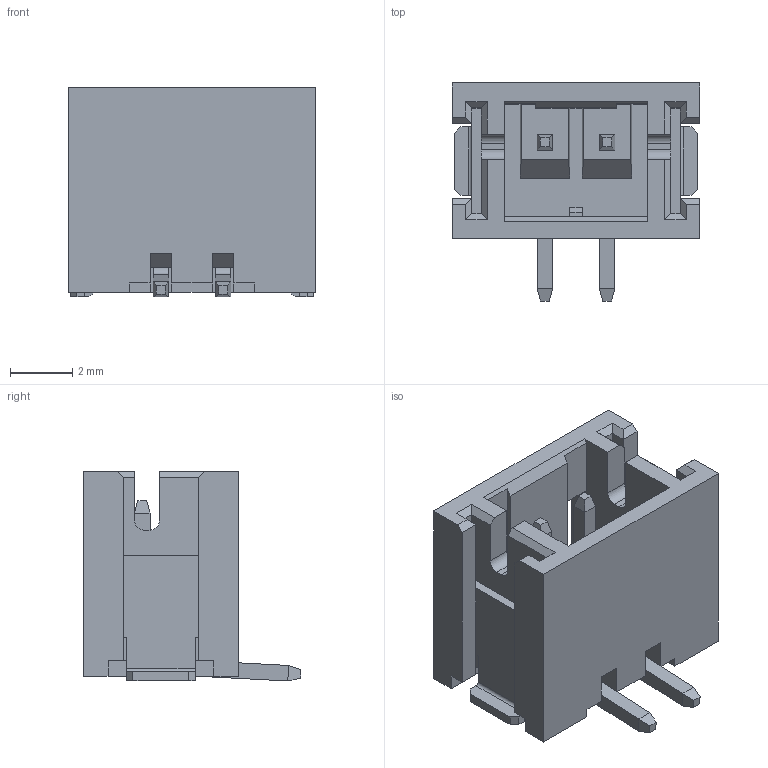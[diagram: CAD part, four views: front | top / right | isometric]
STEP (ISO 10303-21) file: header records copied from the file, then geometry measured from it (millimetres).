
FILE_DESCRIPTION(('FreeCAD Model'),'2;1');
FILE_NAME('Open CASCADE Shape Model','2025-11-30T20:04:38',(''),(''), 'Open CASCADE STEP processor 7.8','FreeCAD','Unknown');
FILE_SCHEMA(('AUTOMOTIVE_DESIGN { 1 0 10303 214 1 1 1 1 }'));
Length unit declared in the file: millimetre
Products named in the file (8): Assembly; B2B-PH-SM4-TB; B2B-PH-SM4-TB_B2B-PH-SM4-TB005; B2B-PH-SM4-TB_B2B-PH-SM4-TB; B2B-PH-SM4-TB_B2B-PH-SM4-TB001; B2B-PH-SM4-TB_B2B-PH-SM4-TB002; B2B-PH-SM4-TB_B2B-PH-SM4-TB003; B2B-PH-SM4-TB_B2B-PH-SM4-TB004
Assembly tree (7 placements, depth 4):
  Assembly
    B2B-PH-SM4-TB
      B2B-PH-SM4-TB_B2B-PH-SM4-TB005
        B2B-PH-SM4-TB_B2B-PH-SM4-TB
        B2B-PH-SM4-TB_B2B-PH-SM4-TB001
        B2B-PH-SM4-TB_B2B-PH-SM4-TB002
        B2B-PH-SM4-TB_B2B-PH-SM4-TB003
        B2B-PH-SM4-TB_B2B-PH-SM4-TB004
Bounding box: 7.95 x 7 x 6.75 mm (x, y, z)
Volume: 148 mm3; surface area: 498.3 mm2
Topology: 5 solids, 5 shells, 201 faces, 525 edges, 330 vertices
Faces by surface type: plane 189, cylinder 12
Entity records: 6180 total; most frequent: CARTESIAN_POINT 1064, ORIENTED_EDGE 1050, DIRECTION 967, EDGE_CURVE 525, LINE 501, VECTOR 501, VERTEX_POINT 330, AXIS2_PLACEMENT_3D 233
